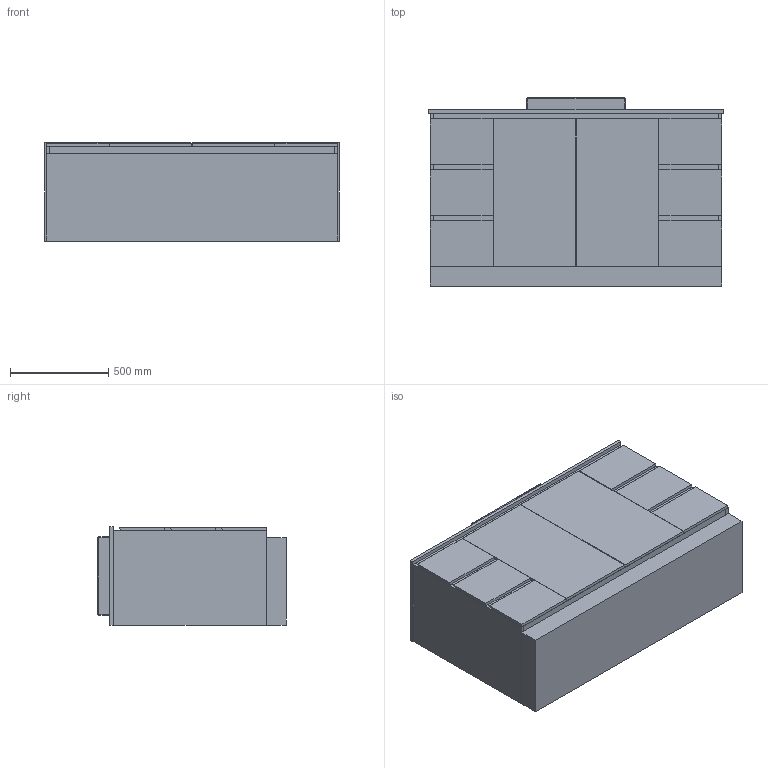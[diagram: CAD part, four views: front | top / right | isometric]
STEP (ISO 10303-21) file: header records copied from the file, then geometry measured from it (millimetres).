
FILE_DESCRIPTION (( 'STEP AP214' ), '1' );
FILE_NAME ('FD Benchtop 1500 WK ASSEM.STEP', '2019-03-06T04:48:48', ( '' ), ( '' ), 'SwSTEP 2.0', 'SolidWorks 2015', '' );
FILE_SCHEMA (( 'AUTOMOTIVE_DESIGN' ));
Length unit declared in the file: millimetre
Products named in the file (7): FD Benchtop 1500 WK ASSEM; CERAMIC OVERFLOW COVER; Posh Solus Semi-Inset Basin ASSEM; Posh Solus Semi-Inset Basin; FD Benchtop 1500 WK; 1500 semi inset top ASSEM; 1500 semi inset top
Assembly tree (6 placements, depth 4):
  FD Benchtop 1500 WK ASSEM
    FD Benchtop 1500 WK
    1500 semi inset top ASSEM
      1500 semi inset top
      Posh Solus Semi-Inset Basin ASSEM
        Posh Solus Semi-Inset Basin
        CERAMIC OVERFLOW COVER
Bounding box: 1500 x 960.1 x 500 mm (x, y, z)
Volume: 160962986.8 mm3; surface area: 13630684.4 mm2
Topology: 17 solids, 17 shells, 203 faces, 457 edges, 289 vertices
Faces by surface type: plane 156, cylinder 26, torus 8, bspline 7, sphere 6
Entity records: 6992 total; most frequent: CARTESIAN_POINT 1677, DIRECTION 932, ORIENTED_EDGE 906, EDGE_CURVE 453, VECTOR 344, LINE 344, AXIS2_PLACEMENT_3D 294, VERTEX_POINT 289
